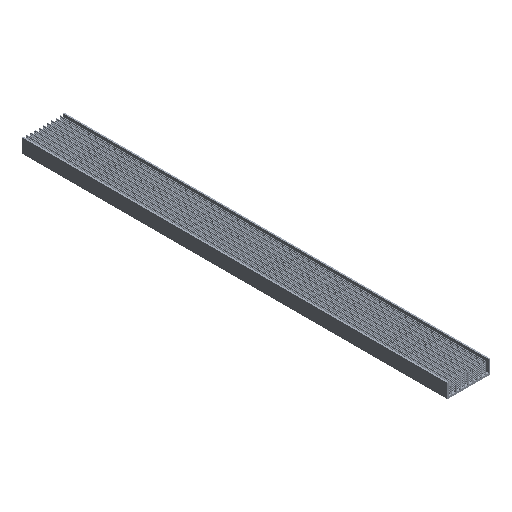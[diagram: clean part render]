
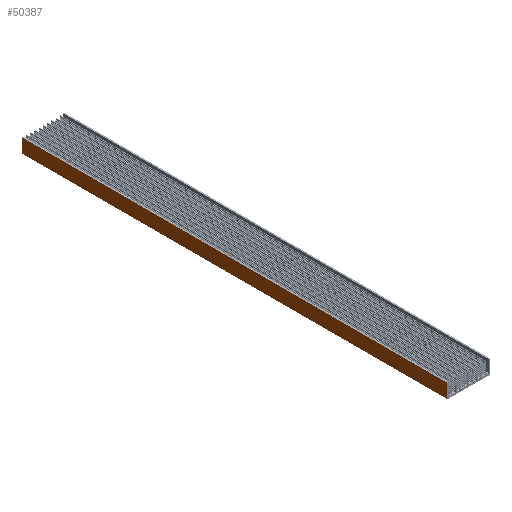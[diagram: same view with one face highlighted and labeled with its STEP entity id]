
A CAD part, isometric view. The second image highlights one B-rep face of the part: STEP entity #50387.
In plain terms, the highlighted free-form (B-spline) face has degree [1, 1] with [2, 2] control points.
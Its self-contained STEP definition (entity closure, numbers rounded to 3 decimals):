
#25=CARTESIAN_POINT('',(-50.,0.,0.));
#26=VERTEX_POINT('',#25);
#11994=CARTESIAN_POINT('',(-50.,0.,33.));
#11995=VERTEX_POINT('',#11994);
#12001=CARTESIAN_POINT('',(-50.,0.,33.));
#12002=CARTESIAN_POINT('',(-50.,0.,0.));
#12003=B_SPLINE_CURVE_WITH_KNOTS('',1,(#12001,#12002),.POLYLINE_FORM.,.F.,.U.,(2,2),(0.,1.),.UNSPECIFIED.);
#12004=EDGE_CURVE('',#11995,#26,#12003,.T.);
#12014=CARTESIAN_POINT('',(-50.,1000.,0.));
#12015=VERTEX_POINT('',#12014);
#23983=CARTESIAN_POINT('',(-50.,1000.,33.));
#23984=VERTEX_POINT('',#23983);
#23990=CARTESIAN_POINT('',(-50.,1000.,33.));
#23991=CARTESIAN_POINT('',(-50.,1000.,0.));
#23992=B_SPLINE_CURVE_WITH_KNOTS('',1,(#23990,#23991),.POLYLINE_FORM.,.F.,.U.,(2,2),(0.,1.),.UNSPECIFIED.);
#23993=EDGE_CURVE('',#23984,#12015,#23992,.T.);
#24010=CARTESIAN_POINT('',(-50.,0.,0.));
#24011=CARTESIAN_POINT('',(-50.,1000.,0.));
#24012=B_SPLINE_CURVE_WITH_KNOTS('',1,(#24010,#24011),.POLYLINE_FORM.,.F.,.U.,(2,2),(0.,1.),.UNSPECIFIED.);
#24013=EDGE_CURVE('',#26,#12015,#24012,.T.);
#50366=CARTESIAN_POINT('',(-50.,0.,33.));
#50367=CARTESIAN_POINT('',(-50.,1000.,33.));
#50368=B_SPLINE_CURVE_WITH_KNOTS('',1,(#50366,#50367),.POLYLINE_FORM.,.F.,.U.,(2,2),(0.,1.),.UNSPECIFIED.);
#50369=EDGE_CURVE('',#11995,#23984,#50368,.T.);
#50376=CARTESIAN_POINT('',(-50.,0.,33.));
#50377=CARTESIAN_POINT('',(-50.,1000.,33.));
#50378=CARTESIAN_POINT('',(-50.,0.,0.));
#50379=CARTESIAN_POINT('',(-50.,1000.,0.));
#50380=B_SPLINE_SURFACE_WITH_KNOTS('',1,1,((#50376,#50377),(#50378,#50379)),.PLANE_SURF.,.F.,.F.,.U.,(2,2),(2,2),(0.,1.),(0.,1.),.UNSPECIFIED.);
#50381=ORIENTED_EDGE('',*,*,#12004,.T.);
#50382=ORIENTED_EDGE('',*,*,#24013,.T.);
#50383=ORIENTED_EDGE('',*,*,#23993,.F.);
#50384=ORIENTED_EDGE('',*,*,#50369,.F.);
#50385=EDGE_LOOP('',(#50381,#50382,#50383,#50384));
#50386=FACE_OUTER_BOUND('',#50385,.F.);
#50387=ADVANCED_FACE('',(#50386),#50380,.F.);
